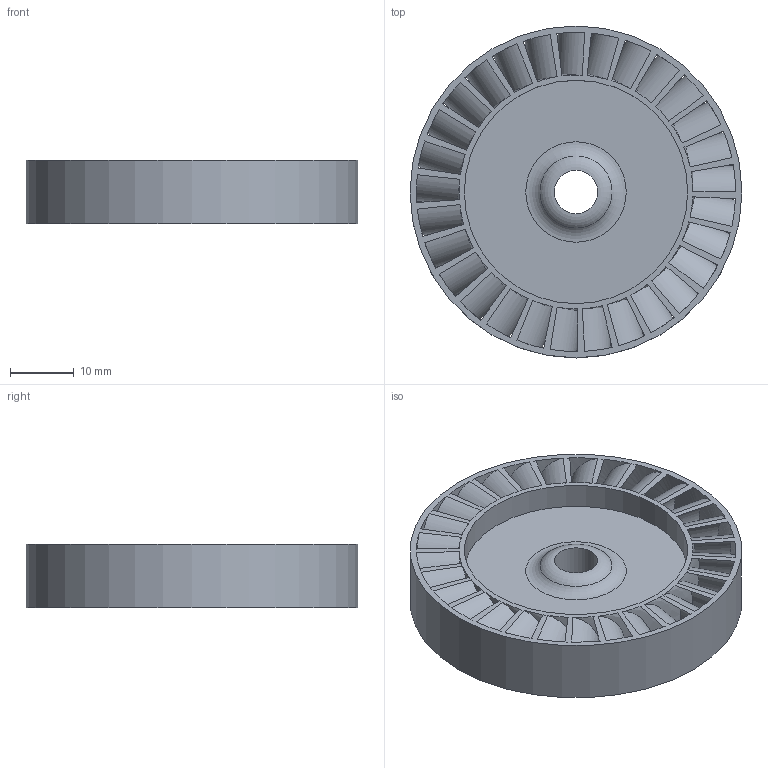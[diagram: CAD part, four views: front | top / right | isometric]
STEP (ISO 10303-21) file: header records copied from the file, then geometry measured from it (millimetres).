
FILE_DESCRIPTION(/* description */ (''),/* implementation_level */ '2;1');
FILE_NAME(/* name */ 'Pelton - V2.stp',/* time_stamp */ '2025-09-18T23:47:52-05:00',/* author */ ('yo'),/* organization */ (''),/* preprocessor_version */ 'ST-DEVELOPER v20',/* originating_system */ 'Autodesk Inventor 2025',/* authorisation */ '');
FILE_SCHEMA (('AUTOMOTIVE_DESIGN { 1 0 10303 214 3 1 1 }'));
Length unit declared in the file: millimetre
Products named in the file (1): Palton 2
Bounding box: 52 x 52 x 10 mm (x, y, z)
Volume: 6984 mm3; surface area: 12674.8 mm2
Topology: 1 solids, 1 shells, 128 faces, 368 edges, 244 vertices
Faces by surface type: cylinder 62, bspline 58, torus 4, plane 4
Full cylindrical faces by diameter (mm): 6.8 x1, 35 x2, 52 x1
Entity records: 5787 total; most frequent: CARTESIAN_POINT 2423, ORIENTED_EDGE 736, DIRECTION 642, EDGE_CURVE 368, AXIS2_PLACEMENT_3D 261, VERTEX_POINT 244, EDGE_LOOP 190, CIRCLE 190
